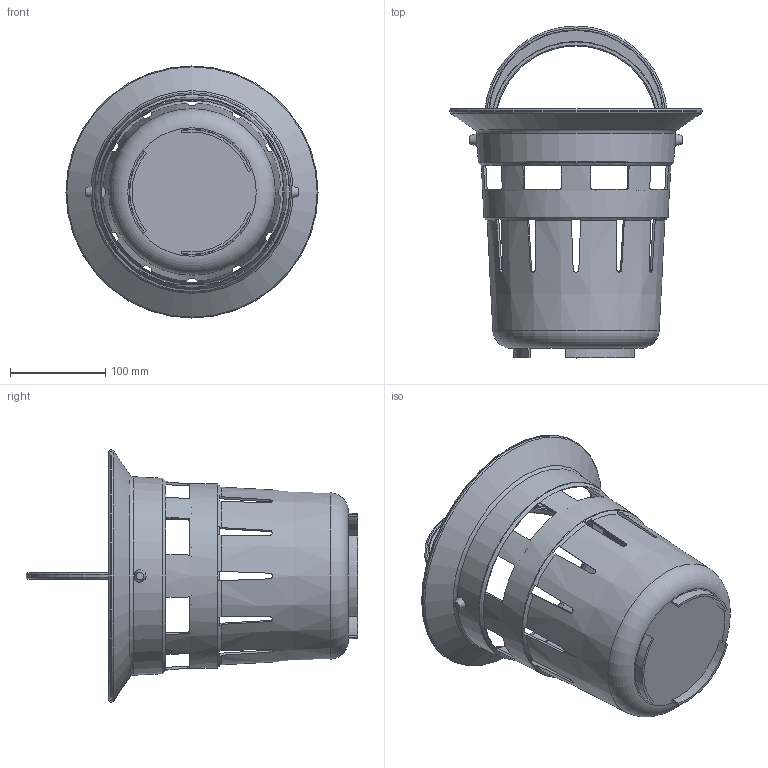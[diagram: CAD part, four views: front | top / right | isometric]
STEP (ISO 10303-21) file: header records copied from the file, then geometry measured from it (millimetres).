
FILE_DESCRIPTION(/* description */ (''),/* implementation_level */ '2;1');
FILE_NAME(/* name */ '660270z.stp',/* time_stamp */ '2024-11-12T11:15:29+01:00',/* author */ ('corinna'),/* organization */ (''),/* preprocessor_version */ 'ST-DEVELOPER v20',/* originating_system */ 'Autodesk Inventor 2024',/* authorisation */ '');
FILE_SCHEMA (('AUTOMOTIVE_DESIGN { 1 0 10303 214 3 1 1 }'));
Length unit declared in the file: millimetre
Products named in the file (1): 660270z
Bounding box: 265 x 349 x 265 mm (x, y, z)
Volume: 521560.8 mm3; surface area: 367196.5 mm2
Topology: 1 solids, 1 shells, 286 faces, 870 edges, 552 vertices
Faces by surface type: plane 158, cylinder 90, torus 21, cone 16, sphere 1
Full cylindrical faces by diameter (mm): 10.5 x2, 256.6 x1, 265 x1
Entity records: 11158 total; most frequent: CARTESIAN_POINT 3082, ORIENTED_EDGE 1740, DIRECTION 1604, EDGE_CURVE 870, AXIS2_PLACEMENT_3D 601, VERTEX_POINT 552, LINE 402, VECTOR 402
